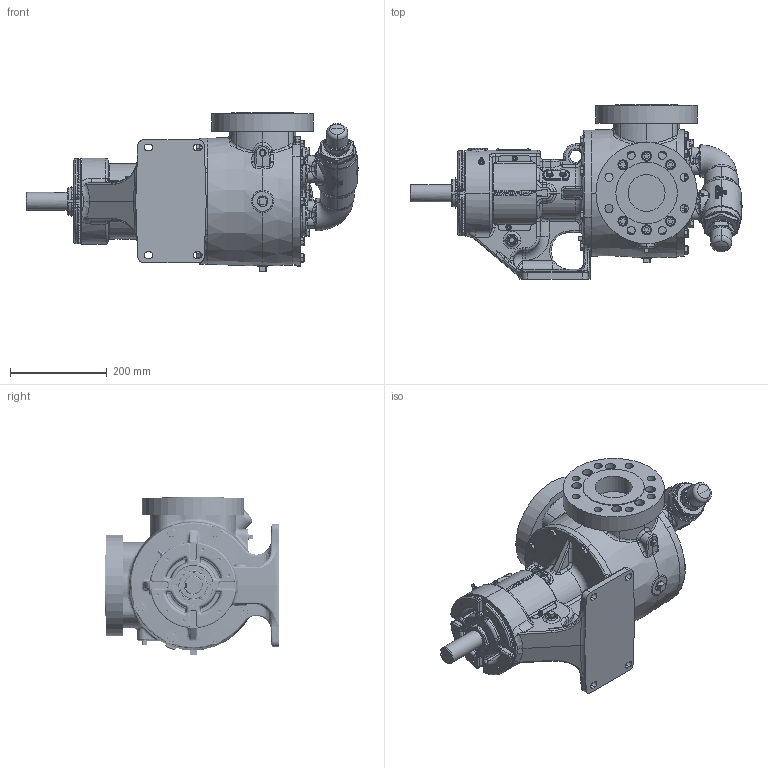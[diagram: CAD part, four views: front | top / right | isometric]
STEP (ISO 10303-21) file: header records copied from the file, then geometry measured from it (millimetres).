
FILE_DESCRIPTION (( 'STEP AP214' ), '1' );
FILE_NAME ('LV-4560.STEP', '2024-04-03T15:08:34', ( '' ), ( '' ), 'SwSTEP 2.0', 'SolidWorks 2022', '' );
FILE_SCHEMA (( 'AUTOMOTIVE_DESIGN' ));
Length unit declared in the file: inch
Products named in the file (1): LV-4560
Bounding box: 686.02 x 360.36 x 326.71 mm (x, y, z)
Volume: 19957144.1 mm3; surface area: 1035656 mm2
Topology: 1 solids, 13 shells, 5539 faces, 14161 edges, 8802 vertices
Faces by surface type: plane 1780, bspline 1723, cylinder 1099, cone 706, torus 145, sphere 86
Entity records: 323071 total; most frequent: CARTESIAN_POINT 130961, ORIENTED_EDGE 28020, DIRECTION 20469, EDGE_CURVE 14010, VERTEX_POINT 8795, AXIS2_PLACEMENT_3D 7597, EDGE_LOOP 5917, DIMENSIONAL_EXPONENTS 5542
